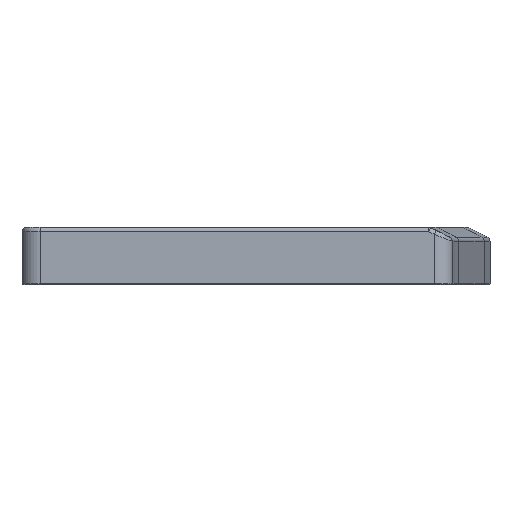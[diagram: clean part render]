
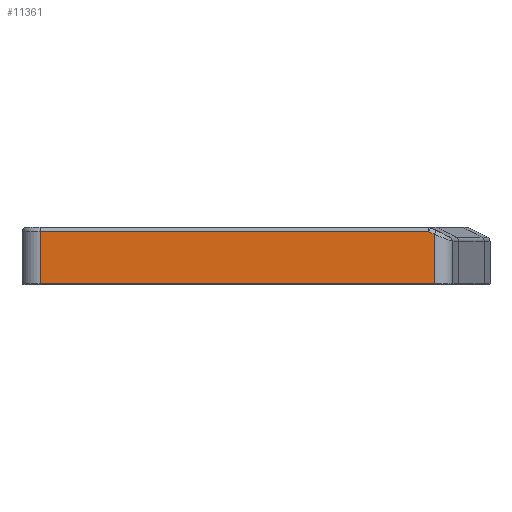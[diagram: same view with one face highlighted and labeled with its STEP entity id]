
A CAD part, left-side view. The second image highlights one B-rep face of the part: STEP entity #11361.
In plain terms, the highlighted planar face has unit normal (-1, 0, 0).
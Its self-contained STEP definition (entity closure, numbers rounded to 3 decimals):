
#318=PLANE('',#12370);
#910=FACE_OUTER_BOUND('',#1585,.T.);
#1585=EDGE_LOOP('',(#9951,#9952,#9953,#9954,#9955));
#3318=LINE('',#34643,#4115);
#3327=LINE('',#34666,#4124);
#3328=LINE('',#34670,#4125);
#3329=LINE('',#34672,#4126);
#3330=LINE('',#34673,#4127);
#4115=VECTOR('',#14982,10.);
#4124=VECTOR('',#15005,10.);
#4125=VECTOR('',#15010,10.);
#4126=VECTOR('',#15011,10.);
#4127=VECTOR('',#15012,10.);
#5218=VERTEX_POINT('',#34591);
#5230=VERTEX_POINT('',#34639);
#5237=VERTEX_POINT('',#34665);
#5238=VERTEX_POINT('',#34669);
#5239=VERTEX_POINT('',#34671);
#6869=EDGE_CURVE('',#5218,#5230,#3318,.T.);
#6880=EDGE_CURVE('',#5230,#5237,#3327,.T.);
#6882=EDGE_CURVE('',#5238,#5218,#3328,.T.);
#6883=EDGE_CURVE('',#5239,#5238,#3329,.T.);
#6884=EDGE_CURVE('',#5237,#5239,#3330,.T.);
#9951=ORIENTED_EDGE('',*,*,#6869,.F.);
#9952=ORIENTED_EDGE('',*,*,#6882,.F.);
#9953=ORIENTED_EDGE('',*,*,#6883,.F.);
#9954=ORIENTED_EDGE('',*,*,#6884,.F.);
#9955=ORIENTED_EDGE('',*,*,#6880,.F.);
#11361=ADVANCED_FACE('',(#910),#318,.T.);
#12370=AXIS2_PLACEMENT_3D('',#34668,#15008,#15009);
#14982=DIRECTION('',(0.,1.,0.));
#15005=DIRECTION('',(0.,0.,1.));
#15008=DIRECTION('center_axis',(-1.,0.,0.));
#15009=DIRECTION('ref_axis',(0.,-1.,0.));
#15010=DIRECTION('',(0.,0.,-1.));
#15011=DIRECTION('',(0.,-0.894,-0.447));
#15012=DIRECTION('',(0.,-1.,0.));
#34591=CARTESIAN_POINT('',(-6.,-90.31,-4.8));
#34639=CARTESIAN_POINT('',(-6.,-3.,-4.8));
#34643=CARTESIAN_POINT('',(-6.,-28.577,-4.8));
#34665=CARTESIAN_POINT('',(-6.,-3.,6.8));
#34666=CARTESIAN_POINT('',(-6.,-3.,0.));
#34668=CARTESIAN_POINT('Origin',(-6.,-6.,0.));
#34669=CARTESIAN_POINT('',(-6.,-90.31,6.182));
#34670=CARTESIAN_POINT('',(-6.,-90.31,0.));
#34671=CARTESIAN_POINT('',(-6.,-89.074,6.8));
#34672=CARTESIAN_POINT('',(-6.,-58.349,22.163));
#34673=CARTESIAN_POINT('',(-6.,-28.577,6.8));
